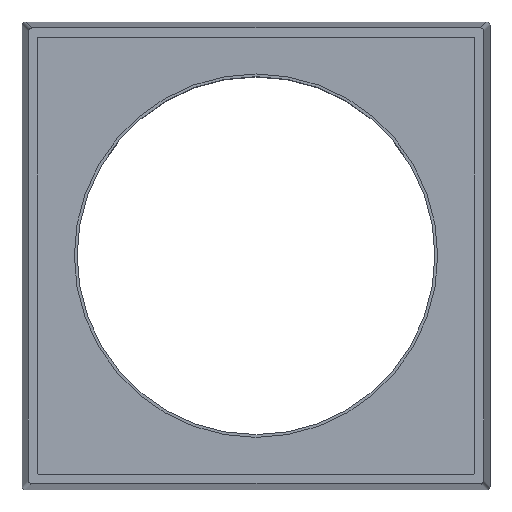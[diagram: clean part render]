
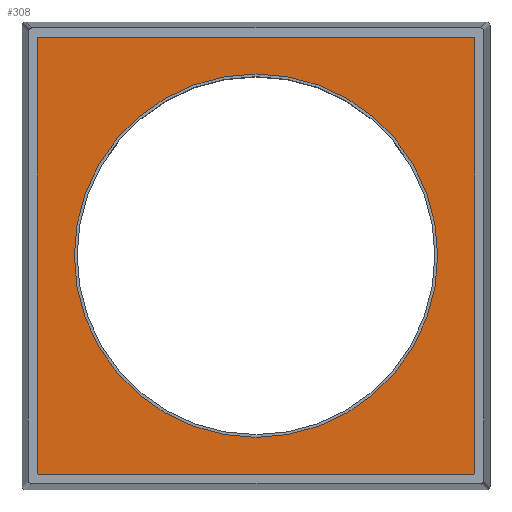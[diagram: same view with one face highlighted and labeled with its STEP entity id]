
A CAD part, top view. The second image highlights one B-rep face of the part: STEP entity #308.
In plain terms, the highlighted planar face has unit normal (0, 0, 1).
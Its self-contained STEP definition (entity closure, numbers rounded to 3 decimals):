
#158=AXIS2_PLACEMENT_3D('Circle Axis2P3D',#156,#157,$) ;
#175=AXIS2_PLACEMENT_3D('Circle Axis2P3D',#173,#174,$) ;
#236=AXIS2_PLACEMENT_3D('Plane Axis2P3D',#233,#234,#235) ;
#249=AXIS2_PLACEMENT_3D('Circle Axis2P3D',#247,#248,$) ;
#263=AXIS2_PLACEMENT_3D('Circle Axis2P3D',#261,#262,$) ;
#277=AXIS2_PLACEMENT_3D('Circle Axis2P3D',#275,#276,$) ;
#291=AXIS2_PLACEMENT_3D('Circle Axis2P3D',#289,#290,$) ;
#146=CARTESIAN_POINT('Vertex',(21.25,37.75,17.5)) ;
#153=CARTESIAN_POINT('Vertex',(21.25,4.75,17.5)) ;
#156=CARTESIAN_POINT('Axis2P3D Location',(21.25,21.25,17.5)) ;
#173=CARTESIAN_POINT('Axis2P3D Location',(21.25,21.25,17.5)) ;
#233=CARTESIAN_POINT('Axis2P3D Location',(21.25,21.25,17.5)) ;
#238=CARTESIAN_POINT('Line Origine',(21.25,1.399,17.5)) ;
#242=CARTESIAN_POINT('Vertex',(1.549,1.399,17.5)) ;
#244=CARTESIAN_POINT('Vertex',(40.951,1.399,17.5)) ;
#247=CARTESIAN_POINT('Axis2P3D Location',(40.951,1.549,17.5)) ;
#251=CARTESIAN_POINT('Vertex',(41.101,1.549,17.5)) ;
#254=CARTESIAN_POINT('Line Origine',(41.101,21.25,17.5)) ;
#258=CARTESIAN_POINT('Vertex',(41.101,40.951,17.5)) ;
#261=CARTESIAN_POINT('Axis2P3D Location',(40.951,40.951,17.5)) ;
#265=CARTESIAN_POINT('Vertex',(40.951,41.101,17.5)) ;
#268=CARTESIAN_POINT('Line Origine',(21.25,41.101,17.5)) ;
#272=CARTESIAN_POINT('Vertex',(1.549,41.101,17.5)) ;
#275=CARTESIAN_POINT('Axis2P3D Location',(1.549,40.951,17.5)) ;
#279=CARTESIAN_POINT('Vertex',(1.399,40.951,17.5)) ;
#282=CARTESIAN_POINT('Line Origine',(1.399,21.25,17.5)) ;
#286=CARTESIAN_POINT('Vertex',(1.399,1.549,17.5)) ;
#289=CARTESIAN_POINT('Axis2P3D Location',(1.549,1.549,17.5)) ;
#157=DIRECTION('Axis2P3D Direction',(0.,-0.,1.)) ;
#174=DIRECTION('Axis2P3D Direction',(0.,-0.,1.)) ;
#234=DIRECTION('Axis2P3D Direction',(0.,0.,1.)) ;
#235=DIRECTION('Axis2P3D XDirection',(1.,0.,0.)) ;
#239=DIRECTION('Vector Direction',(1.,0.,0.)) ;
#248=DIRECTION('Axis2P3D Direction',(0.,0.,1.)) ;
#255=DIRECTION('Vector Direction',(0.,1.,0.)) ;
#262=DIRECTION('Axis2P3D Direction',(0.,0.,1.)) ;
#269=DIRECTION('Vector Direction',(-1.,0.,0.)) ;
#276=DIRECTION('Axis2P3D Direction',(0.,0.,1.)) ;
#283=DIRECTION('Vector Direction',(0.,-1.,0.)) ;
#290=DIRECTION('Axis2P3D Direction',(0.,0.,1.)) ;
#240=VECTOR('Line Direction',#239,1.) ;
#256=VECTOR('Line Direction',#255,1.) ;
#270=VECTOR('Line Direction',#269,1.) ;
#284=VECTOR('Line Direction',#283,1.) ;
#295=ORIENTED_EDGE('',*,*,#246,.T.) ;
#296=ORIENTED_EDGE('',*,*,#253,.T.) ;
#297=ORIENTED_EDGE('',*,*,#260,.T.) ;
#298=ORIENTED_EDGE('',*,*,#267,.T.) ;
#299=ORIENTED_EDGE('',*,*,#274,.T.) ;
#300=ORIENTED_EDGE('',*,*,#281,.T.) ;
#301=ORIENTED_EDGE('',*,*,#288,.T.) ;
#302=ORIENTED_EDGE('',*,*,#293,.T.) ;
#305=ORIENTED_EDGE('',*,*,#160,.F.) ;
#306=ORIENTED_EDGE('',*,*,#177,.F.) ;
#307=FACE_BOUND('',#304,.T.) ;
#308=ADVANCED_FACE('Part body',(#303,#307),#237,.T.) ;
#159=CIRCLE('generated circle',#158,16.5) ;
#176=CIRCLE('generated circle',#175,16.5) ;
#250=CIRCLE('generated circle',#249,0.15) ;
#264=CIRCLE('generated circle',#263,0.15) ;
#278=CIRCLE('generated circle',#277,0.15) ;
#292=CIRCLE('generated circle',#291,0.15) ;
#160=EDGE_CURVE('',#154,#147,#159,.T.) ;
#177=EDGE_CURVE('',#147,#154,#176,.T.) ;
#246=EDGE_CURVE('',#243,#245,#241,.T.) ;
#253=EDGE_CURVE('',#245,#252,#250,.T.) ;
#260=EDGE_CURVE('',#252,#259,#257,.T.) ;
#267=EDGE_CURVE('',#259,#266,#264,.T.) ;
#274=EDGE_CURVE('',#266,#273,#271,.T.) ;
#281=EDGE_CURVE('',#273,#280,#278,.T.) ;
#288=EDGE_CURVE('',#280,#287,#285,.T.) ;
#293=EDGE_CURVE('',#287,#243,#292,.T.) ;
#294=EDGE_LOOP('',(#295,#296,#297,#298,#299,#300,#301,#302)) ;
#304=EDGE_LOOP('',(#305,#306)) ;
#303=FACE_OUTER_BOUND('',#294,.T.) ;
#241=LINE('Line',#238,#240) ;
#257=LINE('Line',#254,#256) ;
#271=LINE('Line',#268,#270) ;
#285=LINE('Line',#282,#284) ;
#237=PLANE('',#236) ;
#147=VERTEX_POINT('',#146) ;
#154=VERTEX_POINT('',#153) ;
#243=VERTEX_POINT('',#242) ;
#245=VERTEX_POINT('',#244) ;
#252=VERTEX_POINT('',#251) ;
#259=VERTEX_POINT('',#258) ;
#266=VERTEX_POINT('',#265) ;
#273=VERTEX_POINT('',#272) ;
#280=VERTEX_POINT('',#279) ;
#287=VERTEX_POINT('',#286) ;
